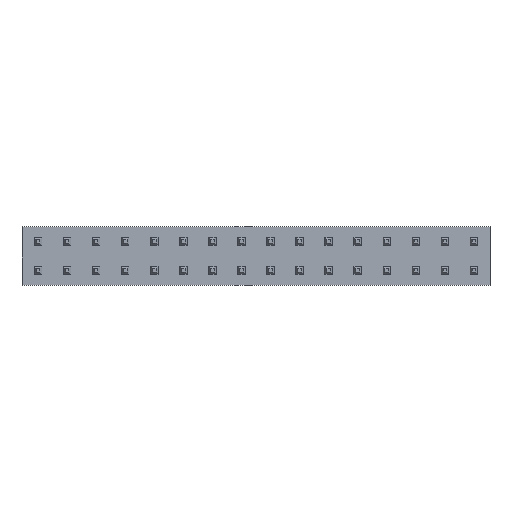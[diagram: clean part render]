
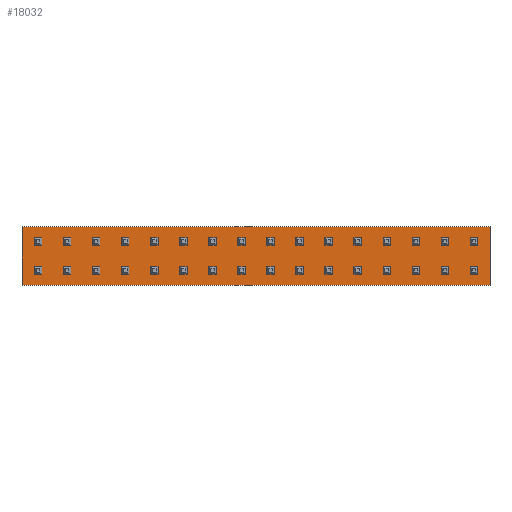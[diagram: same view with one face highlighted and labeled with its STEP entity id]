
A CAD part, top view. The second image highlights one B-rep face of the part: STEP entity #18032.
In plain terms, the highlighted planar face has unit normal (0, 0, 1).
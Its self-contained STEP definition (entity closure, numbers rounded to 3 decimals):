
#17907 = CARTESIAN_POINT ( 'NONE',  ( 39.52, 3.845, 2.54 ) ) ;
#17908 = VERTEX_POINT ( 'NONE', #17907 ) ;
#17915 = CARTESIAN_POINT ( 'NONE',  ( 39.52, -1.305, 2.54 ) ) ;
#17916 = VERTEX_POINT ( 'NONE', #17915 ) ;
#17917 = CARTESIAN_POINT ( 'NONE',  ( 39.52, -1.305, 2.54 ) ) ;
#17918 = DIRECTION ( 'NONE',  ( 0., 1., 0. ) ) ;
#17919 = VECTOR ( 'NONE', #17918, 1000. ) ;
#17920 = LINE ( 'NONE', #17917, #17919 ) ;
#17921 = EDGE_CURVE ( 'NONE', #17916, #17908, #17920, .T. ) ;
#17945 = CARTESIAN_POINT ( 'NONE',  ( -1.42, 3.845, 2.54 ) ) ;
#17946 = VERTEX_POINT ( 'NONE', #17945 ) ;
#17953 = CARTESIAN_POINT ( 'NONE',  ( -1.42, 3.845, 2.54 ) ) ;
#17954 = DIRECTION ( 'NONE',  ( -1., 0., 0. ) ) ;
#17955 = VECTOR ( 'NONE', #17954, 1000. ) ;
#17956 = LINE ( 'NONE', #17953, #17955 ) ;
#17957 = EDGE_CURVE ( 'NONE', #17908, #17946, #17956, .T. ) ;
#17976 = CARTESIAN_POINT ( 'NONE',  ( -1.42, -1.305, 2.54 ) ) ;
#17977 = VERTEX_POINT ( 'NONE', #17976 ) ;
#17984 = CARTESIAN_POINT ( 'NONE',  ( -1.42, -1.305, 2.54 ) ) ;
#17985 = DIRECTION ( 'NONE',  ( 0., -1., 0. ) ) ;
#17986 = VECTOR ( 'NONE', #17985, 1000. ) ;
#17987 = LINE ( 'NONE', #17984, #17986 ) ;
#17988 = EDGE_CURVE ( 'NONE', #17946, #17977, #17987, .T. ) ;
#18006 = CARTESIAN_POINT ( 'NONE',  ( -1.42, -1.305, 2.54 ) ) ;
#18007 = DIRECTION ( 'NONE',  ( 1., 0., 0. ) ) ;
#18008 = VECTOR ( 'NONE', #18007, 1000. ) ;
#18009 = LINE ( 'NONE', #18006, #18008 ) ;
#18010 = EDGE_CURVE ( 'NONE', #17977, #17916, #18009, .T. ) ;
#18021 = ORIENTED_EDGE ( 'NONE', *, *, #17921, .T. ) ;
#18022 = ORIENTED_EDGE ( 'NONE', *, *, #17957, .T. ) ;
#18023 = ORIENTED_EDGE ( 'NONE', *, *, #17988, .T. ) ;
#18024 = ORIENTED_EDGE ( 'NONE', *, *, #18010, .T. ) ;
#18025 = EDGE_LOOP ( 'NONE', ( #18021, #18022, #18023, #18024 ) ) ;
#18026 = FACE_OUTER_BOUND ( 'NONE', #18025, .T. ) ;
#18027 = CARTESIAN_POINT ( 'NONE',  ( 19.05, 1.27, 2.54 ) ) ;
#18028 = DIRECTION ( 'NONE',  ( 0., 0., -1. ) ) ;
#18029 = DIRECTION ( 'NONE',  ( 0., 1., 0. ) ) ;
#18030 = AXIS2_PLACEMENT_3D ( 'NONE', #18027, #18028, #18029 ) ;
#18031 = PLANE ( 'NONE', #18030 ) ;
#18032 = ADVANCED_FACE ( 'NONE', ( #18026 ), #18031, .F. ) ;
